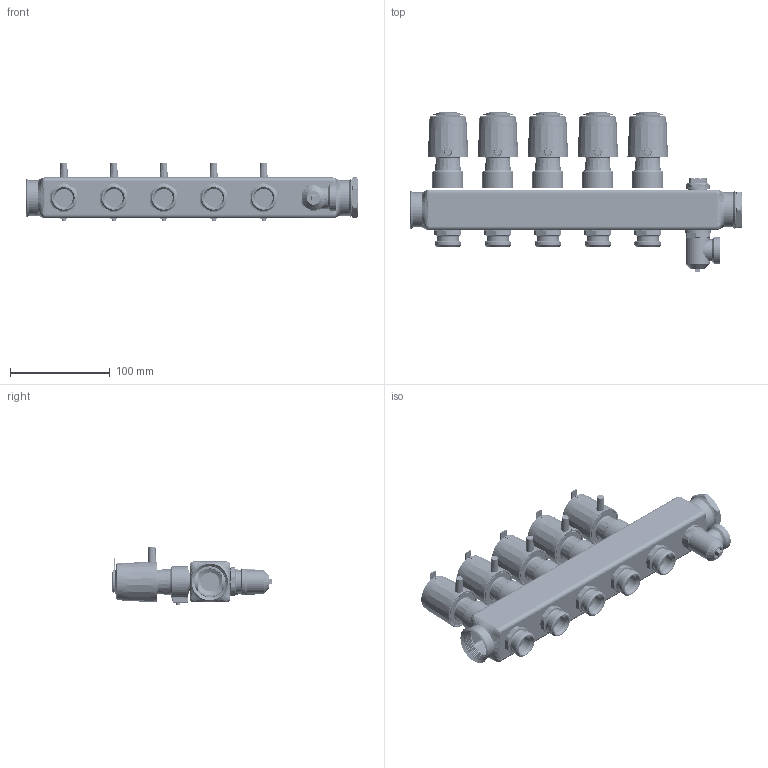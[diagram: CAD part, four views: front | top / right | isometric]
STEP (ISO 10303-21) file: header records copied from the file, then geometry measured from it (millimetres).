
FILE_DESCRIPTION((''),'2;1');
FILE_NAME('SSMANIFOLD_RETURN_5L_ASM_ASM','2021-08-18T10:36:54',('U240466'),('Danfoss'),'CREO PARAMETRIC BY PTC INC, 2020342','CREO PARAMETRIC BY PTC INC, 2020342','');
FILE_SCHEMA(('CONFIG_CONTROL_DESIGN'));
Products named in the file (13): TWA_RA_SHRINKWRAP_1_1_2_1; TWA_RA_SHRINKWRAP_1_1_2_2; TWA_RA_SHRINKWRAP_1_1_2_ASM; BIV-JIETOU_1_1_2_3; SSM_MANIFOLD_5L_1; 088U7086_1_1_2_3_4_1; 088U7086_1_1_2_3_4_2; 088U7086_1_1_2_3_4_ASM; 088U7016_PROP_1_1_2_3; 088U7022_1_1_2_3; SSM_PLUG_ASM_1_1_2_3_ASM; SSMANIFOLD_RETURN_5L_ASM_1_ASM; SSMANIFOLD_RETURN_5L_ASM_ASM
Assembly tree (20 placements, depth 4):
  SSMANIFOLD_RETURN_5L_ASM_ASM
    SSMANIFOLD_RETURN_5L_ASM_1_ASM
      TWA_RA_SHRINKWRAP_1_1_2_ASM  x5
        TWA_RA_SHRINKWRAP_1_1_2_1
        TWA_RA_SHRINKWRAP_1_1_2_2
      BIV-JIETOU_1_1_2_3  x5
      SSM_MANIFOLD_5L_1
      088U7086_1_1_2_3_4_ASM
        088U7086_1_1_2_3_4_1
        088U7086_1_1_2_3_4_2
      SSM_PLUG_ASM_1_1_2_3_ASM
        088U7016_PROP_1_1_2_3
        088U7022_1_1_2_3
Bounding box: 332.3 x 160.35 x 58.15 mm (x, y, z)
Volume: 293774 mm3; surface area: 309574.7 mm2
Topology: 20 solids, 27 shells, 5203 faces, 15077 edges, 9880 vertices
Faces by surface type: plane 1844, cylinder 1394, cone 1084, torus 542, bspline 277, sphere 52, extrusion 10
Entity records: 103400 total; most frequent: CARTESIAN_POINT 61543, ORIENTED_EDGE 9382, DIRECTION 8035, EDGE_CURVE 4693, AXIS2_PLACEMENT_3D 3320, VERTEX_POINT 3060, EDGE_LOOP 1811, CIRCLE 1750
